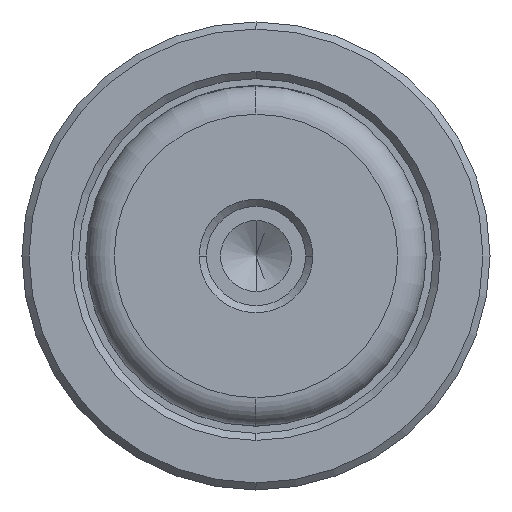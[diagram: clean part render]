
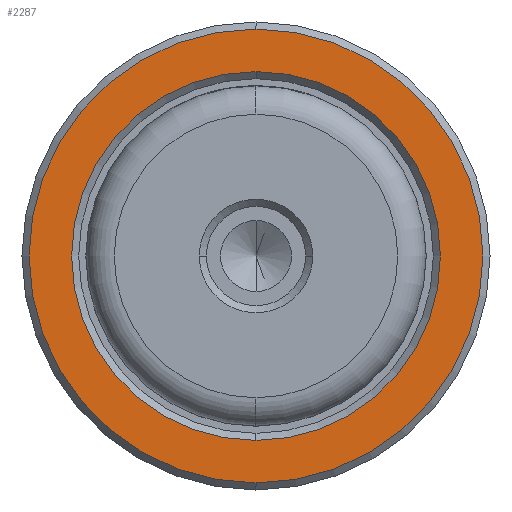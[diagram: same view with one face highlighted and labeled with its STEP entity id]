
A CAD part, left-side view. The second image highlights one B-rep face of the part: STEP entity #2287.
In plain terms, the highlighted planar face has unit normal (-1, 0, 0).
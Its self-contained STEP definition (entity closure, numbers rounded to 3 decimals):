
#1 = ORIENTED_EDGE ( 'NONE', *, *, #2283, .T. ) ;
#75 = DIRECTION ( 'NONE',  ( -1., 0., 0. ) ) ;
#122 = CARTESIAN_POINT ( 'NONE',  ( 24., 0., 13. ) ) ;
#183 = ORIENTED_EDGE ( 'NONE', *, *, #1442, .T. ) ;
#224 = AXIS2_PLACEMENT_3D ( 'NONE', #1573, #453, #1760 ) ;
#260 = VERTEX_POINT ( 'NONE', #122 ) ;
#362 = CIRCLE ( 'NONE', #1964, 16. ) ;
#383 = EDGE_CURVE ( 'NONE', #2324, #260, #2064, .T. ) ;
#453 = DIRECTION ( 'NONE',  ( -1., 0., 0. ) ) ;
#460 = VERTEX_POINT ( 'NONE', #1260 ) ;
#590 = EDGE_LOOP ( 'NONE', ( #1, #2253 ) ) ;
#636 = DIRECTION ( 'NONE',  ( 1., 0., 0. ) ) ;
#685 = AXIS2_PLACEMENT_3D ( 'NONE', #1550, #1920, #814 ) ;
#771 = DIRECTION ( 'NONE',  ( 0., 0., -1. ) ) ;
#814 = DIRECTION ( 'NONE',  ( 0., 0., 1. ) ) ;
#826 = AXIS2_PLACEMENT_3D ( 'NONE', #1743, #636, #1927 ) ;
#971 = CARTESIAN_POINT ( 'NONE',  ( 24., 0., 0. ) ) ;
#1099 = CIRCLE ( 'NONE', #224, 16. ) ;
#1179 = CARTESIAN_POINT ( 'NONE',  ( 24., 0., 0. ) ) ;
#1260 = CARTESIAN_POINT ( 'NONE',  ( 24., 0., 16. ) ) ;
#1366 = DIRECTION ( 'NONE',  ( 0., 0., 1. ) ) ;
#1423 = CARTESIAN_POINT ( 'NONE',  ( 24., 0., -16. ) ) ;
#1442 = EDGE_CURVE ( 'NONE', #260, #2324, #1907, .T. ) ;
#1550 = CARTESIAN_POINT ( 'NONE',  ( 24., -12., 0. ) ) ;
#1555 = CARTESIAN_POINT ( 'NONE',  ( 24., 0., -13. ) ) ;
#1573 = CARTESIAN_POINT ( 'NONE',  ( 24., 0., 0. ) ) ;
#1661 = VERTEX_POINT ( 'NONE', #1423 ) ;
#1731 = FACE_BOUND ( 'NONE', #2055, .T. ) ;
#1743 = CARTESIAN_POINT ( 'NONE',  ( 24., 0., 0. ) ) ;
#1760 = DIRECTION ( 'NONE',  ( 0., 0., 1. ) ) ;
#1907 = CIRCLE ( 'NONE', #826, 13. ) ;
#1920 = DIRECTION ( 'NONE',  ( -1., 0., 0. ) ) ;
#1927 = DIRECTION ( 'NONE',  ( 0., 0., -1. ) ) ;
#1964 = AXIS2_PLACEMENT_3D ( 'NONE', #1179, #75, #1366 ) ;
#1999 = EDGE_CURVE ( 'NONE', #460, #1661, #1099, .T. ) ;
#2055 = EDGE_LOOP ( 'NONE', ( #183, #2195 ) ) ;
#2064 = CIRCLE ( 'NONE', #2137, 13. ) ;
#2137 = AXIS2_PLACEMENT_3D ( 'NONE', #971, #2255, #771 ) ;
#2195 = ORIENTED_EDGE ( 'NONE', *, *, #383, .T. ) ;
#2253 = ORIENTED_EDGE ( 'NONE', *, *, #1999, .T. ) ;
#2255 = DIRECTION ( 'NONE',  ( 1., 0., 0. ) ) ;
#2267 = PLANE ( 'NONE',  #685 ) ;
#2283 = EDGE_CURVE ( 'NONE', #1661, #460, #362, .T. ) ;
#2287 = ADVANCED_FACE ( 'NONE', ( #2315, #1731 ), #2267, .T. ) ;
#2315 = FACE_OUTER_BOUND ( 'NONE', #590, .T. ) ;
#2324 = VERTEX_POINT ( 'NONE', #1555 ) ;
